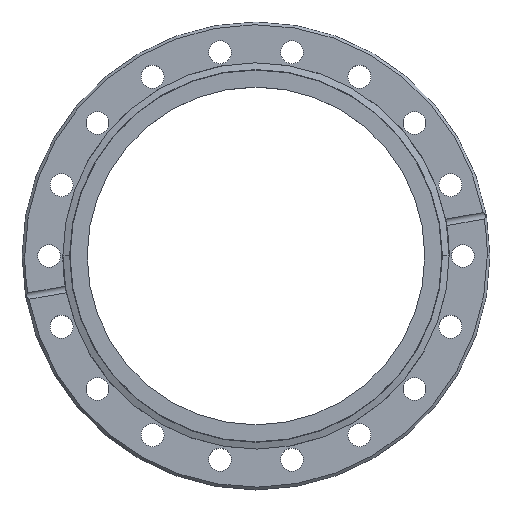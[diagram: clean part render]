
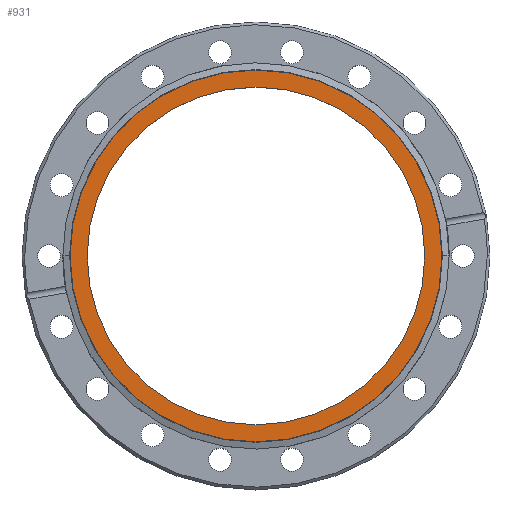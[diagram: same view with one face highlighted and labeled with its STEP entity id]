
A CAD part, top view. The second image highlights one B-rep face of the part: STEP entity #931.
In plain terms, the highlighted planar face has unit normal (0, 0, 1).
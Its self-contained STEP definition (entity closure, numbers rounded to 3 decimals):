
#6 = ORIENTED_EDGE ( 'NONE', *, *, #3377, .T. ) ;
#130 = AXIS2_PLACEMENT_3D ( 'NONE', #3260, #1507, #3517 ) ;
#210 = CARTESIAN_POINT ( 'NONE',  ( 0., 0., -1.2 ) ) ;
#280 = EDGE_LOOP ( 'NONE', ( #1413, #3648 ) ) ;
#286 = EDGE_LOOP ( 'NONE', ( #1878, #6 ) ) ;
#441 = EDGE_CURVE ( 'NONE', #3172, #3011, #550, .T. ) ;
#516 = FACE_OUTER_BOUND ( 'NONE', #280, .T. ) ;
#519 = DIRECTION ( 'NONE',  ( -1., 0., 0. ) ) ;
#525 = FACE_BOUND ( 'NONE', #286, .T. ) ;
#550 = CIRCLE ( 'NONE', #964, 61.85 ) ;
#755 = DIRECTION ( 'NONE',  ( 0., 0., -1. ) ) ;
#804 = CARTESIAN_POINT ( 'NONE',  ( 0., 0., -1.2 ) ) ;
#890 = AXIS2_PLACEMENT_3D ( 'NONE', #2188, #755, #2764 ) ;
#931 = ADVANCED_FACE ( 'NONE', ( #516, #525 ), #1495, .F. ) ;
#964 = AXIS2_PLACEMENT_3D ( 'NONE', #1169, #3214, #1464 ) ;
#1071 = DIRECTION ( 'NONE',  ( -1., 0., 0. ) ) ;
#1169 = CARTESIAN_POINT ( 'NONE',  ( 0., 0., -1.2 ) ) ;
#1173 = CARTESIAN_POINT ( 'NONE',  ( -61.85, 0., -1.2 ) ) ;
#1179 = AXIS2_PLACEMENT_3D ( 'NONE', #804, #2845, #1071 ) ;
#1269 = CIRCLE ( 'NONE', #1179, 68.098 ) ;
#1353 = CIRCLE ( 'NONE', #1363, 61.85 ) ;
#1363 = AXIS2_PLACEMENT_3D ( 'NONE', #210, #2235, #519 ) ;
#1413 = ORIENTED_EDGE ( 'NONE', *, *, #3359, .F. ) ;
#1464 = DIRECTION ( 'NONE',  ( -1., 0., 0. ) ) ;
#1495 = PLANE ( 'NONE',  #130 ) ;
#1507 = DIRECTION ( 'NONE',  ( 0., 0., -1. ) ) ;
#1878 = ORIENTED_EDGE ( 'NONE', *, *, #441, .T. ) ;
#2188 = CARTESIAN_POINT ( 'NONE',  ( 0., 0., -1.2 ) ) ;
#2235 = DIRECTION ( 'NONE',  ( 0., 0., -1. ) ) ;
#2365 = EDGE_CURVE ( 'NONE', #2816, #3343, #3133, .T. ) ;
#2605 = CARTESIAN_POINT ( 'NONE',  ( -68.098, 0., -1.2 ) ) ;
#2764 = DIRECTION ( 'NONE',  ( -1., 0., 0. ) ) ;
#2816 = VERTEX_POINT ( 'NONE', #2605 ) ;
#2845 = DIRECTION ( 'NONE',  ( 0., 0., -1. ) ) ;
#2856 = CARTESIAN_POINT ( 'NONE',  ( 61.85, 0., -1.2 ) ) ;
#3011 = VERTEX_POINT ( 'NONE', #2856 ) ;
#3133 = CIRCLE ( 'NONE', #890, 68.098 ) ;
#3172 = VERTEX_POINT ( 'NONE', #1173 ) ;
#3214 = DIRECTION ( 'NONE',  ( 0., 0., -1. ) ) ;
#3260 = CARTESIAN_POINT ( 'NONE',  ( 68.098, 0., -1.2 ) ) ;
#3343 = VERTEX_POINT ( 'NONE', #3444 ) ;
#3359 = EDGE_CURVE ( 'NONE', #3343, #2816, #1269, .T. ) ;
#3377 = EDGE_CURVE ( 'NONE', #3011, #3172, #1353, .T. ) ;
#3444 = CARTESIAN_POINT ( 'NONE',  ( 68.098, 0., -1.2 ) ) ;
#3517 = DIRECTION ( 'NONE',  ( -1., 0., 0. ) ) ;
#3648 = ORIENTED_EDGE ( 'NONE', *, *, #2365, .F. ) ;
